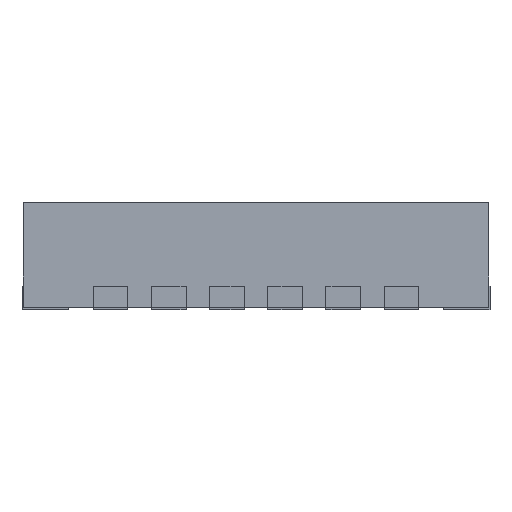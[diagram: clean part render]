
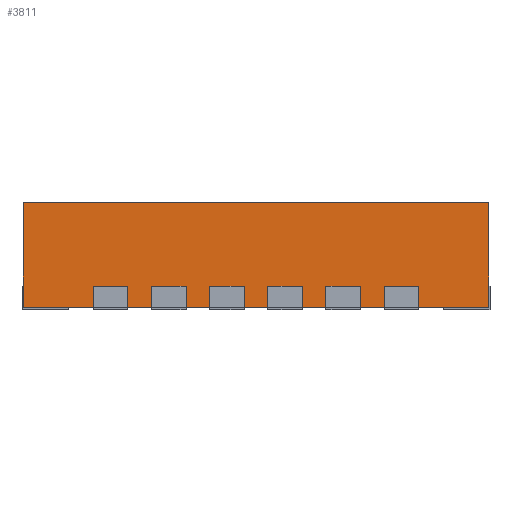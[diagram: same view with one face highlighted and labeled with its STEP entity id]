
A CAD part, front view. The second image highlights one B-rep face of the part: STEP entity #3811.
In plain terms, the highlighted planar face has unit normal (0, -1, 0).
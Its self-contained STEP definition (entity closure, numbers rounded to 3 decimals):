
#303 = FACE_OUTER_BOUND ( 'NONE', #360, .T. ) ;
#360 = EDGE_LOOP ( 'NONE', ( #5009, #3896, #11757, #1908 ) ) ;
#1433 = LINE ( 'NONE', #7272, #9179 ) ;
#1552 = CARTESIAN_POINT ( 'NONE',  ( -2., -2., 0.92 ) ) ;
#1604 = DIRECTION ( 'NONE',  ( 1., 0., 0. ) ) ;
#1838 = LINE ( 'NONE', #6723, #6649 ) ;
#1883 = CARTESIAN_POINT ( 'NONE',  ( 2., -2., 0.92 ) ) ;
#1908 = ORIENTED_EDGE ( 'NONE', *, *, #4005, .T. ) ;
#2441 = CARTESIAN_POINT ( 'NONE',  ( -2., -2., 0.02 ) ) ;
#2872 = VECTOR ( 'NONE', #5414, 1000. ) ;
#3308 = VERTEX_POINT ( 'NONE', #1883 ) ;
#3440 = CARTESIAN_POINT ( 'NONE',  ( -2., -2., 0.92 ) ) ;
#3811 = ADVANCED_FACE ( 'NONE', ( #303 ), #8111, .F. ) ;
#3896 = ORIENTED_EDGE ( 'NONE', *, *, #5913, .F. ) ;
#4005 = EDGE_CURVE ( 'NONE', #5544, #9181, #9385, .T. ) ;
#5009 = ORIENTED_EDGE ( 'NONE', *, *, #10176, .T. ) ;
#5338 = VERTEX_POINT ( 'NONE', #12298 ) ;
#5414 = DIRECTION ( 'NONE',  ( 0., 0., -1. ) ) ;
#5544 = VERTEX_POINT ( 'NONE', #11533 ) ;
#5913 = EDGE_CURVE ( 'NONE', #3308, #5338, #1838, .T. ) ;
#6533 = LINE ( 'NONE', #3440, #8751 ) ;
#6607 = DIRECTION ( 'NONE',  ( 0., 1., 0. ) ) ;
#6649 = VECTOR ( 'NONE', #12474, 1000. ) ;
#6723 = CARTESIAN_POINT ( 'NONE',  ( 2., -2., 0.92 ) ) ;
#7272 = CARTESIAN_POINT ( 'NONE',  ( -2., -2., 0.02 ) ) ;
#8111 = PLANE ( 'NONE',  #11834 ) ;
#8751 = VECTOR ( 'NONE', #1604, 1000. ) ;
#9179 = VECTOR ( 'NONE', #9203, 1000. ) ;
#9181 = VERTEX_POINT ( 'NONE', #2441 ) ;
#9203 = DIRECTION ( 'NONE',  ( 1., 0., 0. ) ) ;
#9385 = LINE ( 'NONE', #1552, #2872 ) ;
#9443 = DIRECTION ( 'NONE',  ( 1., 0., 0. ) ) ;
#9723 = EDGE_CURVE ( 'NONE', #5544, #3308, #6533, .T. ) ;
#10154 = CARTESIAN_POINT ( 'NONE',  ( -2., -2., 0.92 ) ) ;
#10176 = EDGE_CURVE ( 'NONE', #9181, #5338, #1433, .T. ) ;
#11533 = CARTESIAN_POINT ( 'NONE',  ( -2., -2., 0.92 ) ) ;
#11757 = ORIENTED_EDGE ( 'NONE', *, *, #9723, .F. ) ;
#11834 = AXIS2_PLACEMENT_3D ( 'NONE', #10154, #6607, #9443 ) ;
#12298 = CARTESIAN_POINT ( 'NONE',  ( 2., -2., 0.02 ) ) ;
#12474 = DIRECTION ( 'NONE',  ( 0., 0., -1. ) ) ;
